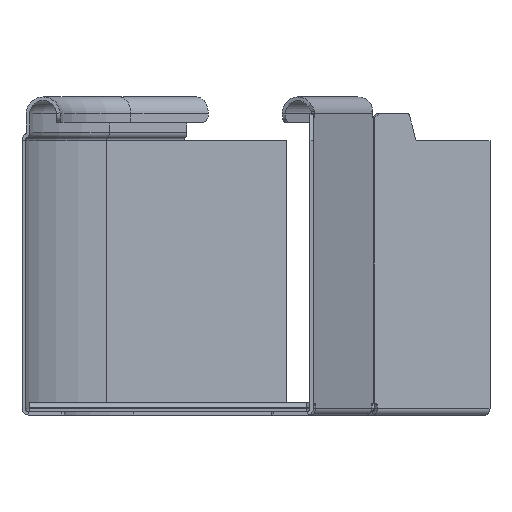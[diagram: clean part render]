
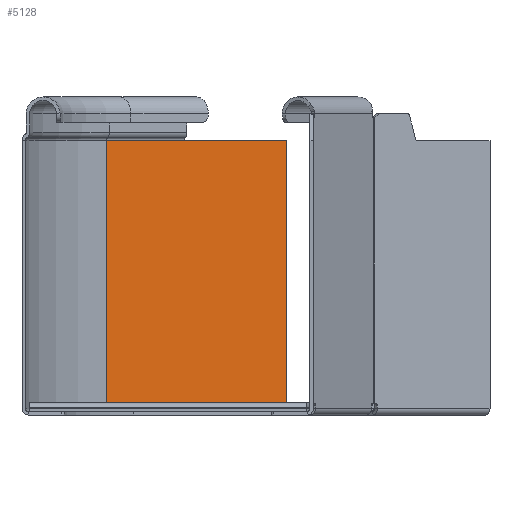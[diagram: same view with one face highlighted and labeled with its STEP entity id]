
A CAD part, front view. The second image highlights one B-rep face of the part: STEP entity #5128.
In plain terms, the highlighted face is planar.
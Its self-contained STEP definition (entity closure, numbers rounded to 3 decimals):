
#294=DIRECTION('',(0.,0.,1.));
#295=VECTOR('',#294,90.4);
#296=CARTESIAN_POINT('',(-13.75,2.25,0.));
#297=LINE('',#296,#295);
#298=DIRECTION('',(0.,1.,0.));
#299=VECTOR('',#298,95.25);
#300=CARTESIAN_POINT('',(-13.75,2.25,0.));
#301=LINE('',#300,#299);
#320=DIRECTION('',(0.,0.,-1.));
#321=VECTOR('',#320,51.5);
#322=CARTESIAN_POINT('',(-13.75,97.5,51.5));
#323=LINE('',#322,#321);
#972=DIRECTION('',(0.,0.,-1.));
#973=VECTOR('',#972,38.9);
#974=CARTESIAN_POINT('',(-13.75,97.5,90.4));
#975=LINE('',#974,#973);
#995=DIRECTION('',(0.,1.,0.));
#996=VECTOR('',#995,95.25);
#997=CARTESIAN_POINT('',(-13.75,2.25,90.4));
#998=LINE('',#997,#996);
#4772=CARTESIAN_POINT('',(-13.75,97.5,90.4));
#4773=CARTESIAN_POINT('',(-13.75,97.5,51.5));
#4774=VERTEX_POINT('',#4772);
#4775=VERTEX_POINT('',#4773);
#4776=CARTESIAN_POINT('',(-13.75,2.25,90.4));
#4777=VERTEX_POINT('',#4776);
#4782=CARTESIAN_POINT('',(-13.75,2.25,0.));
#4783=VERTEX_POINT('',#4782);
#4830=CARTESIAN_POINT('',(-13.75,97.5,0.));
#4832=VERTEX_POINT('',#4830);
#5113=CARTESIAN_POINT('',(-13.75,2.25,90.4));
#5114=DIRECTION('',(-1.,0.,0.));
#5115=DIRECTION('',(0.,0.,1.));
#5116=AXIS2_PLACEMENT_3D('',#5113,#5114,#5115);
#5117=PLANE('',#5116);
#5119=ORIENTED_EDGE('',*,*,#5118,.T.);
#5120=ORIENTED_EDGE('',*,*,#5099,.F.);
#5121=ORIENTED_EDGE('',*,*,#5089,.T.);
#5123=ORIENTED_EDGE('',*,*,#5122,.T.);
#5125=ORIENTED_EDGE('',*,*,#5124,.T.);
#5126=EDGE_LOOP('',(#5119,#5120,#5121,#5123,#5125));
#5127=FACE_OUTER_BOUND('',#5126,.F.);
#5128=ADVANCED_FACE('',(#5127),#5117,.F.);
#5089=EDGE_CURVE('',#4783,#4777,#297,.T.);
#5099=EDGE_CURVE('',#4783,#4832,#301,.T.);
#5118=EDGE_CURVE('',#4775,#4832,#323,.T.);
#5122=EDGE_CURVE('',#4777,#4774,#998,.T.);
#5124=EDGE_CURVE('',#4774,#4775,#975,.T.);
